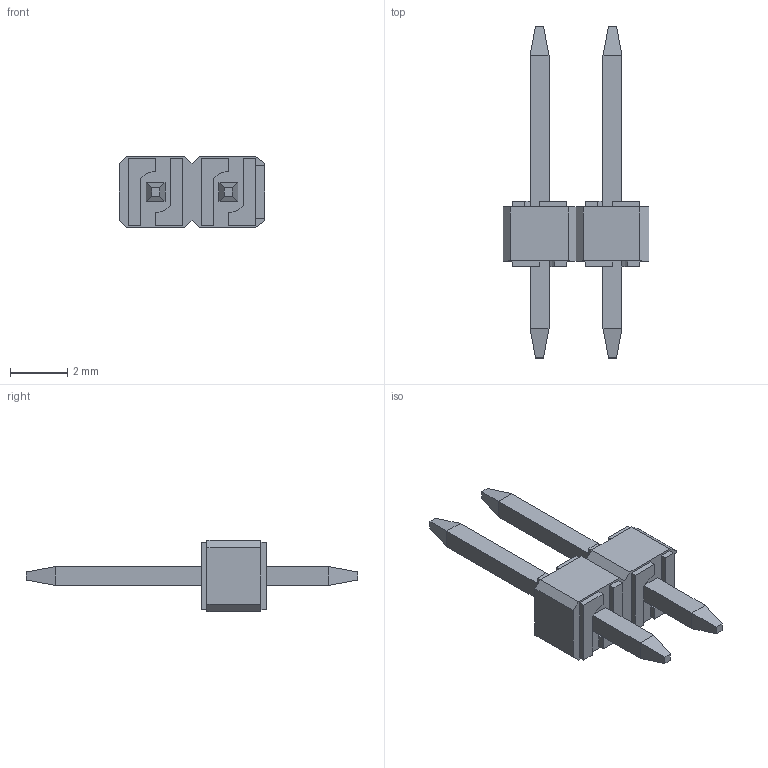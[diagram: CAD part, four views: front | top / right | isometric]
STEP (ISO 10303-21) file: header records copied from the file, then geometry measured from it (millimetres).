
FILE_DESCRIPTION(/* description */ (''),/* implementation_level */ '2;1');
FILE_NAME(/* name */ '022284360_02.stp',/* time_stamp */ '2020-01-21T15:33:03-04:00',/* author */ ('lvasquez'),/* organization */ (''),/* preprocessor_version */ 'ST-DEVELOPER v17',/* originating_system */ 'Autodesk Inventor 2019',/* authorisation */ '');
FILE_SCHEMA (('AUTOMOTIVE_DESIGN { 1 0 10303 214 3 1 1 }'));
Length unit declared in the file: inch
Products named in the file (1): 022284360_02
Bounding box: 5.08 x 11.56 x 2.49 mm (x, y, z)
Volume: 32.6 mm3; surface area: 109.6 mm2
Topology: 1 solids, 1 shells, 114 faces, 286 edges, 184 vertices
Faces by surface type: plane 106, cylinder 8
Entity records: 3495 total; most frequent: CARTESIAN_POINT 585, ORIENTED_EDGE 572, DIRECTION 532, EDGE_CURVE 286, LINE 270, VECTOR 270, VERTEX_POINT 184, AXIS2_PLACEMENT_3D 131
